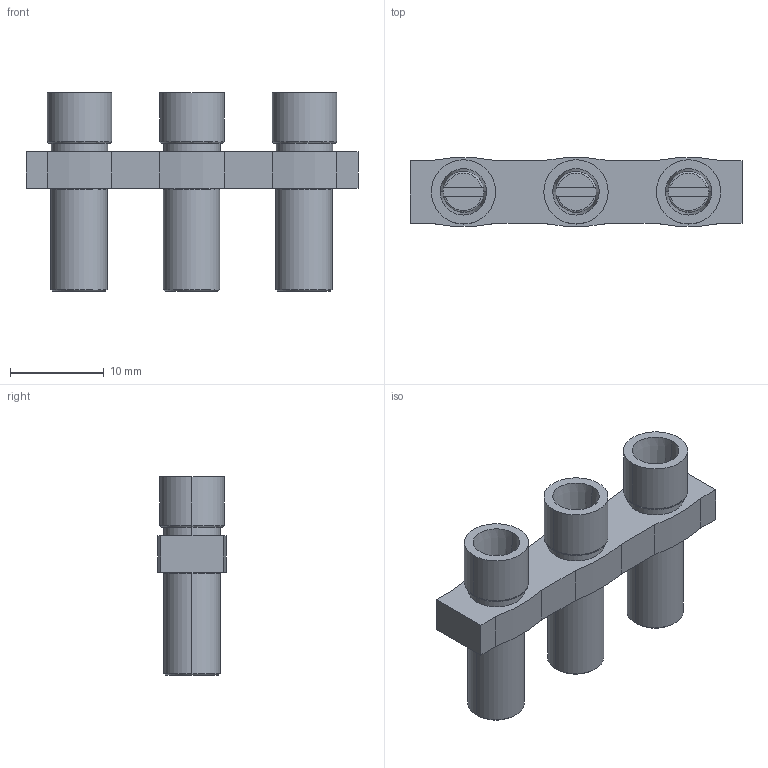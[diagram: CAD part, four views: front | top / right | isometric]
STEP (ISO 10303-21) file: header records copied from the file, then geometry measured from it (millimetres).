
FILE_DESCRIPTION (( 'STEP AP203' ), '1' );
FILE_NAME ('3''LÜ - MRK 16 ÜST KÖPRÜ VÝDALI.STEP', '2020-03-26T05:50:27', ( '' ), ( '' ), 'SwSTEP 2.0', 'SolidWorks 2011', '' );
FILE_SCHEMA (( 'CONFIG_CONTROL_DESIGN' ));
Length unit declared in the file: millimetre
Products named in the file (1): 3''LÜ - MRK 16 ÜST KÖPRÜ VÝDALI
Bounding box: 35.4 x 7.32 x 21.2 mm (x, y, z)
Volume: 2276.9 mm3; surface area: 2683.7 mm2
Topology: 1 solids, 4 shells, 150 faces, 345 edges, 226 vertices
Faces by surface type: plane 53, cylinder 52, bspline 27, cone 18
Entity records: 4749 total; most frequent: CARTESIAN_POINT 1322, DIRECTION 712, ORIENTED_EDGE 690, EDGE_CURVE 345, AXIS2_PLACEMENT_3D 300, VERTEX_POINT 226, EDGE_LOOP 179, CIRCLE 176
